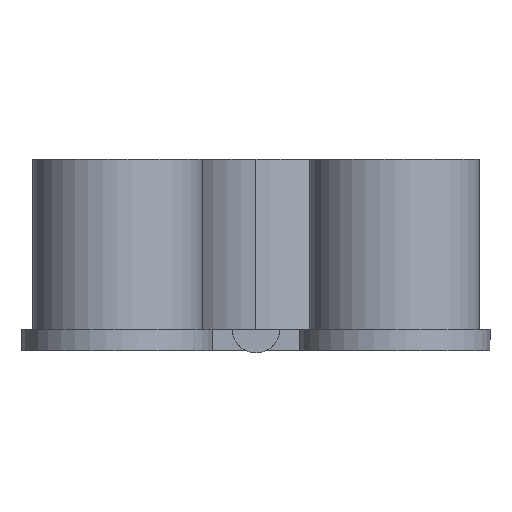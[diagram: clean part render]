
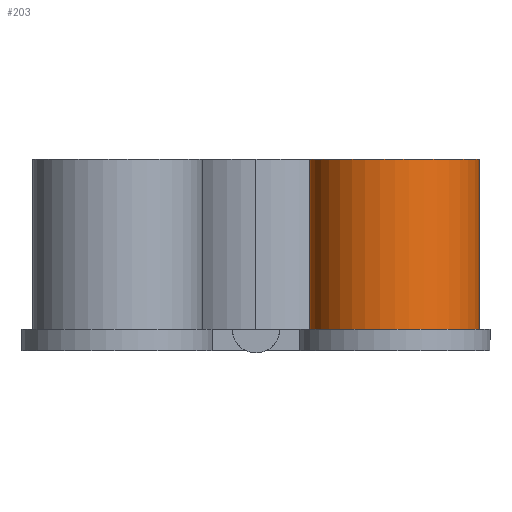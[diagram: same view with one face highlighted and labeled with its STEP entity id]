
A CAD part, front view. The second image highlights one B-rep face of the part: STEP entity #203.
In plain terms, the highlighted cylindrical face has radius 8.001 mm (diameter 16.002 mm), a partial arc.
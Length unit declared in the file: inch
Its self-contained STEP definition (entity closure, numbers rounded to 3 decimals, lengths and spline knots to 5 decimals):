
#4 = VERTEX_POINT ( 'NONE', #563 ) ;
#14 = VERTEX_POINT ( 'NONE', #709 ) ;
#16 = VERTEX_POINT ( 'NONE', #703 ) ;
#82 = EDGE_CURVE ( 'NONE', #14, #4, #997, .T. ) ;
#144 = EDGE_CURVE ( 'NONE', #187, #4, #883, .T. ) ;
#169 = EDGE_CURVE ( 'NONE', #16, #187, #1059, .T. ) ;
#187 = VERTEX_POINT ( 'NONE', #1090 ) ;
#203 = ADVANCED_FACE ( 'Face1', ( #1119 ), #1292, .T. ) ;
#204 = EDGE_LOOP ( 'NONE', ( #205, #206, #208, #209 ) ) ;
#205 = ORIENTED_EDGE ( 'NONE', *, *, #82, .F. ) ;
#206 = ORIENTED_EDGE ( 'NONE', *, *, #207, .F. ) ;
#207 = EDGE_CURVE ( 'NONE', #16, #14, #1344, .T. ) ;
#208 = ORIENTED_EDGE ( 'NONE', *, *, #169, .T. ) ;
#209 = ORIENTED_EDGE ( 'NONE', *, *, #144, .T. ) ;
#563 = CARTESIAN_POINT ( 'NONE',  ( 0., 0.0395, 0.315 ) ) ;
#703 = CARTESIAN_POINT ( 'NONE',  ( 0., 0.6695, -0.315 ) ) ;
#709 = CARTESIAN_POINT ( 'NONE',  ( 0., 0.6695, 0.315 ) ) ;
#882 = AXIS2_PLACEMENT_3D ( 'NONE', #940, #939, #938 ) ;
#883 = CIRCLE ( 'NONE', #882, 0.315 ) ;
#938 = DIRECTION ( 'NONE',  ( 0., 0., 1. ) ) ;
#939 = DIRECTION ( 'NONE',  ( 0., 1., 0. ) ) ;
#940 = CARTESIAN_POINT ( 'NONE',  ( 0., 0.0395, 0. ) ) ;
#994 = DIRECTION ( 'NONE',  ( 0., -1., 0. ) ) ;
#995 = VECTOR ( 'NONE', #994, 39.37008 ) ;
#996 = CARTESIAN_POINT ( 'NONE',  ( 0., 0.6695, 0.315 ) ) ;
#997 = LINE ( 'NONE', #996, #995 ) ;
#1052 = DIRECTION ( 'NONE',  ( 0., -1., 0. ) ) ;
#1053 = VECTOR ( 'NONE', #1052, 39.37008 ) ;
#1054 = CARTESIAN_POINT ( 'NONE',  ( 0., 0.6695, -0.315 ) ) ;
#1059 = LINE ( 'NONE', #1054, #1053 ) ;
#1090 = CARTESIAN_POINT ( 'NONE',  ( 0., 0.0395, -0.315 ) ) ;
#1119 = FACE_OUTER_BOUND ( 'NONE', #204, .T. ) ;
#1187 = DIRECTION ( 'NONE',  ( 0., 0., 1. ) ) ;
#1188 = DIRECTION ( 'NONE',  ( 0., 1., 0. ) ) ;
#1189 = CARTESIAN_POINT ( 'NONE',  ( 0., 0.6695, 0. ) ) ;
#1190 = AXIS2_PLACEMENT_3D ( 'NONE', #1189, #1188, #1187 ) ;
#1292 = CYLINDRICAL_SURFACE ( 'NONE', #1348, 0.315 ) ;
#1344 = CIRCLE ( 'NONE', #1190, 0.315 ) ;
#1345 = DIRECTION ( 'NONE',  ( 0., 0., -1. ) ) ;
#1346 = DIRECTION ( 'NONE',  ( 0., -1., 0. ) ) ;
#1347 = CARTESIAN_POINT ( 'NONE',  ( 0., 0.6695, 0. ) ) ;
#1348 = AXIS2_PLACEMENT_3D ( 'NONE', #1347, #1346, #1345 ) ;
